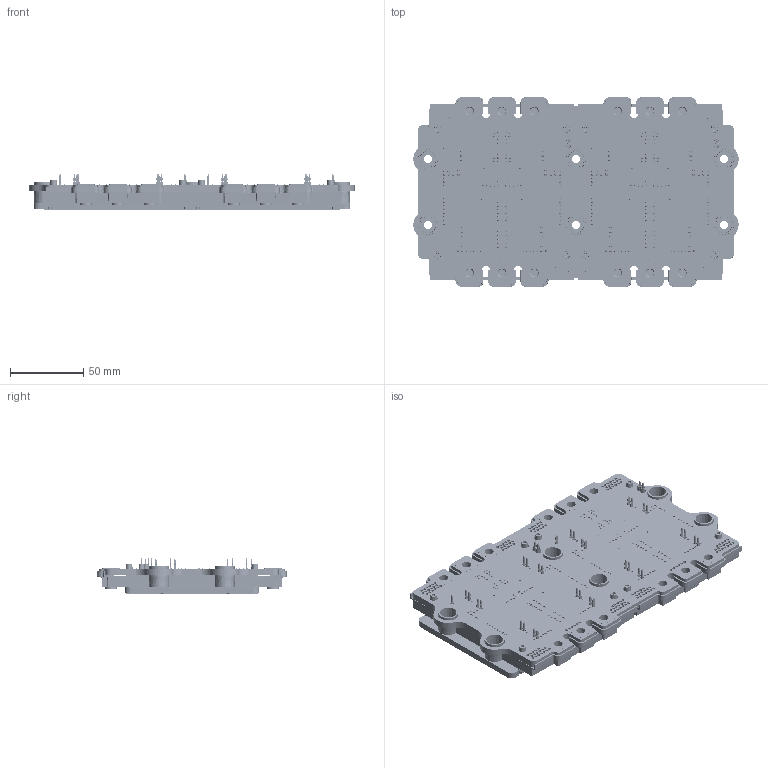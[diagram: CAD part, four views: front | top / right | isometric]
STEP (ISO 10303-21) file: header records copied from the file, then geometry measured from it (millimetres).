
FILE_DESCRIPTION(/* description */ ('Unknown'),/* implementation_level */ '2;1');
FILE_NAME(/* name */ 'VINcoX8-4T12Y-LD00FP(500)-01-OL',/* time_stamp */ '2018-01-25T11:29:07+01:00',/* author */ ('Unknown'),/* organization */ ('Unknown'),/* preprocessor_version */ 'ST-DEVELOPER v16.7',/* originating_system */ 'DEX',/* authorisation */ $);
FILE_SCHEMA (('AUTOMOTIVE_DESIGN {1 0 10303 214 3 1 1}'));
Products named in the file (1): Part2
Bounding box: 221.96 x 129.14 x 23.98 mm (x, y, z)
Volume: 363213.1 mm3; surface area: 120814.1 mm2
Topology: 13 solids, 13 shells, 8197 faces, 22936 edges, 15173 vertices
Faces by surface type: plane 5301, cylinder 2274, cone 420, bspline 142, sphere 48, torus 12
Full cylindrical faces by diameter (mm): 1.45 x216, 2 x150, 2.3 x8, 2.4 x34, 2.6 x8, 5 x12, 5.4 x8, 6.2 x12, 14 x6
Entity records: 324133 total; most frequent: CARTESIAN_POINT 60683, ORIENTED_EDGE 44068, DIRECTION 40452, EDGE_CURVE 22034, VERTEX_POINT 14849, LINE 14304, VECTOR 14304, AXIS2_PLACEMENT_3D 13074
